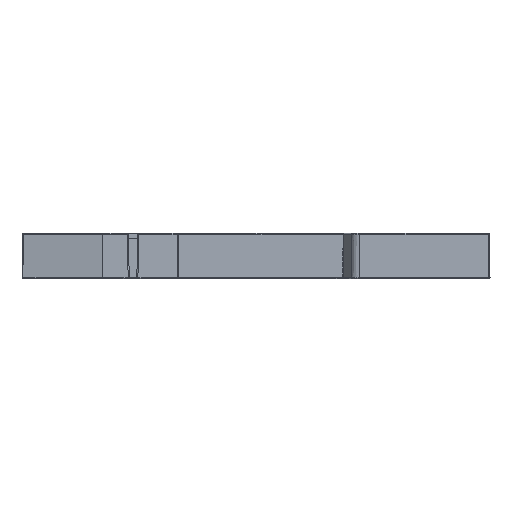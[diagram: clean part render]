
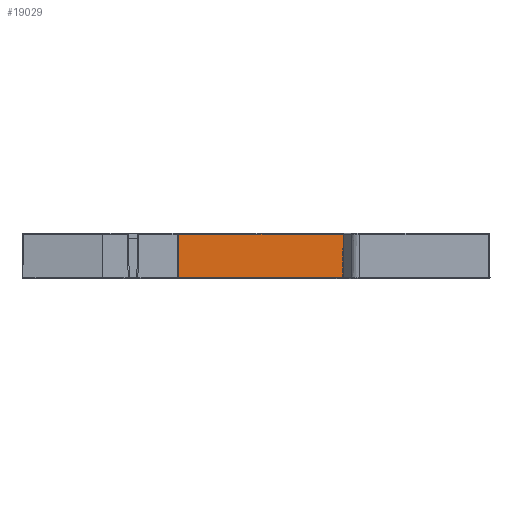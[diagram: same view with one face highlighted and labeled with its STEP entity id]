
A CAD part, front view. The second image highlights one B-rep face of the part: STEP entity #19029.
In plain terms, the highlighted planar face has unit normal (0, -1, 0.009).
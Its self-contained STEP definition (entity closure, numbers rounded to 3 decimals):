
#899=CARTESIAN_POINT('',(-16.425,0.075,8.602));
#904=DIRECTION('',(-0.009,-0.009,-1.));
#905=VECTOR('',#904,8.401);
#906=CARTESIAN_POINT('',(-16.425,0.075,8.602));
#907=LINE('',#906,#905);
#946=DIRECTION('',(-1.,0.,0.));
#947=VECTOR('',#946,34.);
#948=CARTESIAN_POINT('',(17.575,0.075,8.602));
#949=LINE('',#948,#947);
#960=CARTESIAN_POINT('',(17.575,0.075,8.602));
#1036=DIRECTION('',(1.,0.,0.));
#1037=VECTOR('',#1036,34.);
#1038=CARTESIAN_POINT('',(-16.498,0.002,
0.202));
#1039=LINE('',#1038,#1037);
#1079=DIRECTION('',(-0.009,-0.009,-1.));
#1080=VECTOR('',#1079,8.401);
#1081=CARTESIAN_POINT('',(17.575,0.075,8.602));
#1082=LINE('',#1081,#1080);
#17370=CARTESIAN_POINT('',(-16.498,0.002,
0.202));
#17371=VERTEX_POINT('',#17370);
#18106=VERTEX_POINT('',#899);
#18107=VERTEX_POINT('',#960);
#18108=CARTESIAN_POINT('',(17.502,0.002,
0.202));
#18109=VERTEX_POINT('',#18108);
#19018=CARTESIAN_POINT('',(-46.111,0.,0.));
#19019=DIRECTION('',(0.,-1.,0.009));
#19020=DIRECTION('',(-1.,0.,0.));
#19021=AXIS2_PLACEMENT_3D('',#19018,#19019,#19020);
#19022=PLANE('',#19021);
#19023=ORIENTED_EDGE('',*,*,#18924,.F.);
#19024=ORIENTED_EDGE('',*,*,#18965,.T.);
#19025=ORIENTED_EDGE('',*,*,#19002,.F.);
#19026=ORIENTED_EDGE('',*,*,#18893,.F.);
#19027=EDGE_LOOP('',(#19023,#19024,#19025,#19026));
#19028=FACE_OUTER_BOUND('',#19027,.F.);
#18893=EDGE_CURVE('',#18106,#17371,#907,.T.);
#18924=EDGE_CURVE('',#18107,#18106,#949,.T.);
#18965=EDGE_CURVE('',#18107,#18109,#1082,.T.);
#19002=EDGE_CURVE('',#17371,#18109,#1039,.T.);
#19029=ADVANCED_FACE('',(#19028),#19022,.T.);
